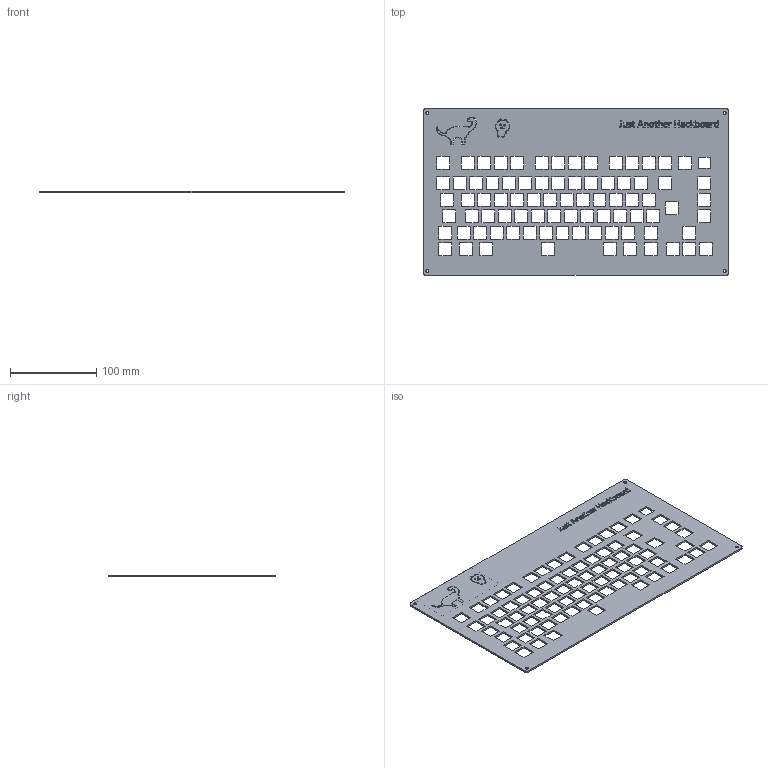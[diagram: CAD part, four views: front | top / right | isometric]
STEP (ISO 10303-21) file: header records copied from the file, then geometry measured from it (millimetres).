
FILE_DESCRIPTION(('FreeCAD Model'),'2;1');
FILE_NAME('Open CASCADE Shape Model','2025-03-16T23:45:57',(''),(''), 'Open CASCADE STEP processor 7.8','FreeCAD','Unknown');
FILE_SCHEMA(('AUTOMOTIVE_DESIGN { 1 0 10303 214 1 1 1 1 }'));
Length unit declared in the file: millimetre
Products named in the file (1): Body
Bounding box: 354.6 x 193.1 x 2 mm (x, y, z)
Volume: 95050.5 mm3; surface area: 112977.7 mm2
Topology: 1 solids, 1 shells, 1443 faces, 4239 edges, 2826 vertices
Faces by surface type: extrusion 782, plane 496, cylinder 165
Full cylindrical faces by diameter (mm): 3.4 x4
Entity records: 52131 total; most frequent: CARTESIAN_POINT 16055, ORIENTED_EDGE 8478, DIRECTION 5111, EDGE_CURVE 4239, VECTOR 3127, VERTEX_POINT 2826, B_SPLINE_CURVE_WITH_KNOTS 2346, LINE 2345
